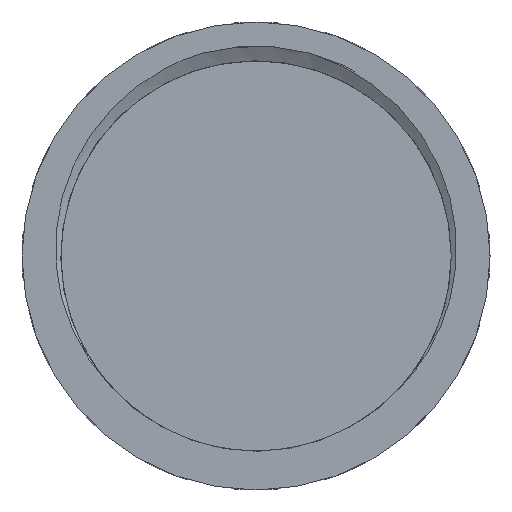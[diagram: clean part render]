
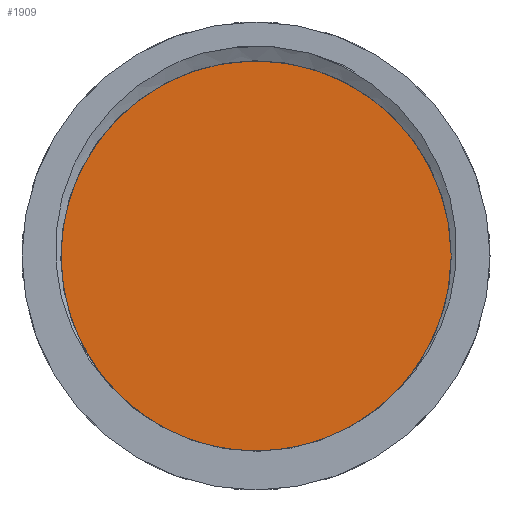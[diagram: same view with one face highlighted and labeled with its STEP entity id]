
A CAD part, front view. The second image highlights one B-rep face of the part: STEP entity #1909.
In plain terms, the highlighted planar face has unit normal (0, -1, 0).
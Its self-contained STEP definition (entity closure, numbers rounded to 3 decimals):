
#158=PLANE('',#2078);
#264=FACE_OUTER_BOUND('',#385,.T.);
#385=EDGE_LOOP('',(#1741));
#394=CIRCLE('',#1938,11.263);
#832=VERTEX_POINT('',#5065);
#1018=EDGE_CURVE('',#832,#832,#394,.F.);
#1741=ORIENTED_EDGE('',*,*,#1018,.T.);
#1909=ADVANCED_FACE('',(#264),#158,.F.);
#1938=AXIS2_PLACEMENT_3D('',#5067,#2112,#2113);
#2078=AXIS2_PLACEMENT_3D('',#7441,#2563,#2564);
#2112=DIRECTION('center_axis',(0.,1.,0.));
#2113=DIRECTION('ref_axis',(-1.,0.,0.));
#2563=DIRECTION('center_axis',(0.,1.,0.));
#2564=DIRECTION('ref_axis',(-1.,0.,0.));
#5065=CARTESIAN_POINT('',(29.935,60.75,11.));
#5067=CARTESIAN_POINT('Origin',(18.672,60.75,11.));
#7441=CARTESIAN_POINT('Origin',(18.672,60.75,11.));
